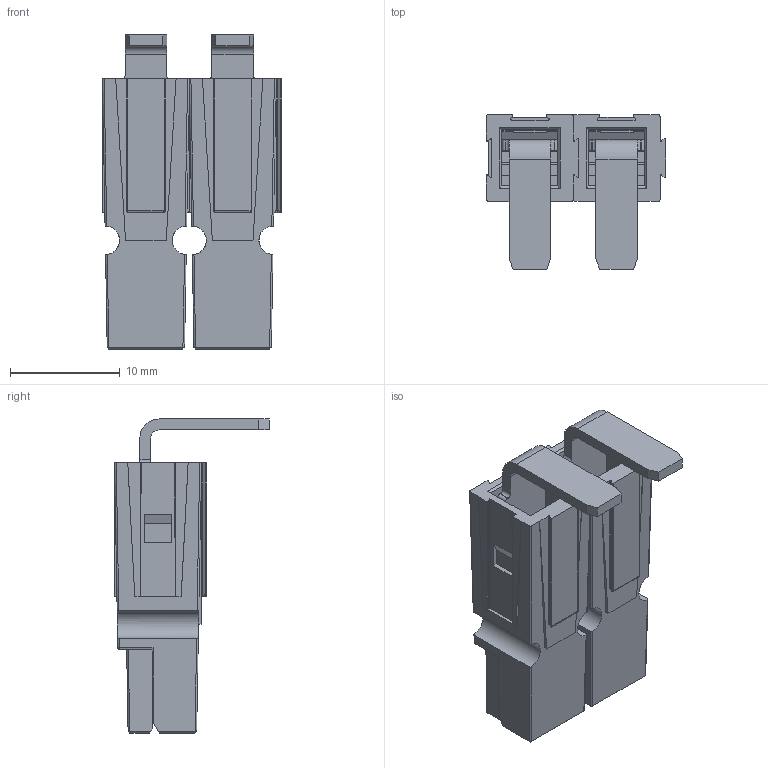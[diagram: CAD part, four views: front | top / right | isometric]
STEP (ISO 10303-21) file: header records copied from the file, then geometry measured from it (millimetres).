
FILE_DESCRIPTION (( 'STEP AP214' ), '1' );
FILE_NAME ('ASMPR45-1X2-RK.STEP', '2021-09-10T16:40:44', ( '' ), ( '' ), 'SwSTEP 2.0', 'SolidWorks 2017', '' );
FILE_SCHEMA (( 'AUTOMOTIVE_DESIGN' ));
Length unit declared in the file: millimetre
Products named in the file (1): ASMPR45-1X2-RK
Bounding box: 16.3 x 14.1 x 28.6 mm (x, y, z)
Volume: 1978.5 mm3; surface area: 3118.5 mm2
Topology: 6 solids, 6 shells, 404 faces, 1036 edges, 642 vertices
Faces by surface type: plane 276, cylinder 106, bspline 22
Entity records: 12643 total; most frequent: CARTESIAN_POINT 3075, ORIENTED_EDGE 2056, DIRECTION 1838, EDGE_CURVE 1028, VECTOR 796, LINE 796, VERTEX_POINT 642, AXIS2_PLACEMENT_3D 521
